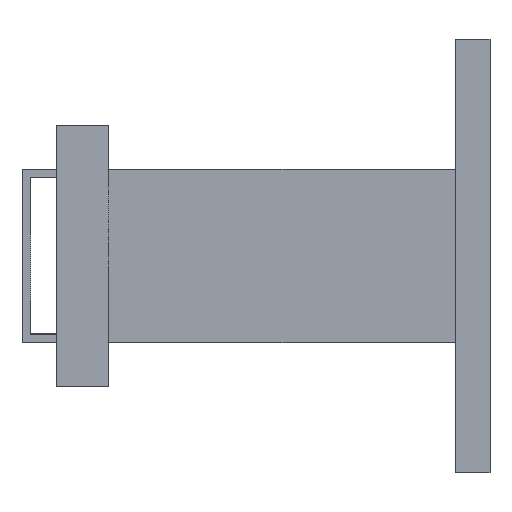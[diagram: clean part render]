
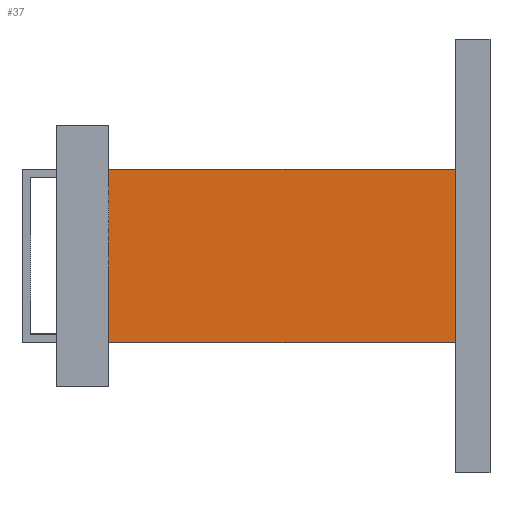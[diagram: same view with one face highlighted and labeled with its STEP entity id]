
A CAD part, left-side view. The second image highlights one B-rep face of the part: STEP entity #37.
In plain terms, the highlighted planar face has unit normal (-1, 0, 0).
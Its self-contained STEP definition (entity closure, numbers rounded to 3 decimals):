
#14 = DIRECTION ( 'NONE',  ( 1., 0., 0. ) ) ;
#16 = LINE ( 'NONE', #643, #575 ) ;
#27 = CARTESIAN_POINT ( 'NONE',  ( -20., 40., -20. ) ) ;
#33 = CARTESIAN_POINT ( 'NONE',  ( -20., 40., -20. ) ) ;
#37 = ADVANCED_FACE ( 'NONE', ( #1256 ), #306, .F. ) ;
#110 = LINE ( 'NONE', #583, #1124 ) ;
#169 = DIRECTION ( 'NONE',  ( 0., -1., 0. ) ) ;
#170 = EDGE_CURVE ( 'NONE', #579, #445, #732, .T. ) ;
#181 = ORIENTED_EDGE ( 'NONE', *, *, #709, .F. ) ;
#306 = PLANE ( 'NONE',  #624 ) ;
#410 = LINE ( 'NONE', #1267, #1097 ) ;
#445 = VERTEX_POINT ( 'NONE', #1237 ) ;
#490 = DIRECTION ( 'NONE',  ( 0., 0., 1. ) ) ;
#525 = CARTESIAN_POINT ( 'NONE',  ( -20., 40., 20. ) ) ;
#564 = EDGE_LOOP ( 'NONE', ( #754, #181, #1199, #1094 ) ) ;
#575 = VECTOR ( 'NONE', #169, 1000. ) ;
#579 = VERTEX_POINT ( 'NONE', #33 ) ;
#583 = CARTESIAN_POINT ( 'NONE',  ( -20., 40., -16. ) ) ;
#624 = AXIS2_PLACEMENT_3D ( 'NONE', #797, #14, #694 ) ;
#643 = CARTESIAN_POINT ( 'NONE',  ( -20., 40., 20. ) ) ;
#694 = DIRECTION ( 'NONE',  ( 0., 0., -1. ) ) ;
#709 = EDGE_CURVE ( 'NONE', #1243, #759, #16, .T. ) ;
#732 = LINE ( 'NONE', #27, #772 ) ;
#748 = CARTESIAN_POINT ( 'NONE',  ( -20., -40., 20. ) ) ;
#749 = EDGE_CURVE ( 'NONE', #445, #759, #410, .T. ) ;
#754 = ORIENTED_EDGE ( 'NONE', *, *, #749, .T. ) ;
#759 = VERTEX_POINT ( 'NONE', #748 ) ;
#772 = VECTOR ( 'NONE', #937, 1000. ) ;
#797 = CARTESIAN_POINT ( 'NONE',  ( -20., 40., -16. ) ) ;
#862 = EDGE_CURVE ( 'NONE', #579, #1243, #110, .T. ) ;
#937 = DIRECTION ( 'NONE',  ( 0., -1., 0. ) ) ;
#1094 = ORIENTED_EDGE ( 'NONE', *, *, #170, .T. ) ;
#1097 = VECTOR ( 'NONE', #1151, 1000. ) ;
#1124 = VECTOR ( 'NONE', #490, 1000. ) ;
#1151 = DIRECTION ( 'NONE',  ( 0., 0., 1. ) ) ;
#1199 = ORIENTED_EDGE ( 'NONE', *, *, #862, .F. ) ;
#1237 = CARTESIAN_POINT ( 'NONE',  ( -20., -40., -20. ) ) ;
#1243 = VERTEX_POINT ( 'NONE', #525 ) ;
#1256 = FACE_OUTER_BOUND ( 'NONE', #564, .T. ) ;
#1267 = CARTESIAN_POINT ( 'NONE',  ( -20., -40., -16. ) ) ;
